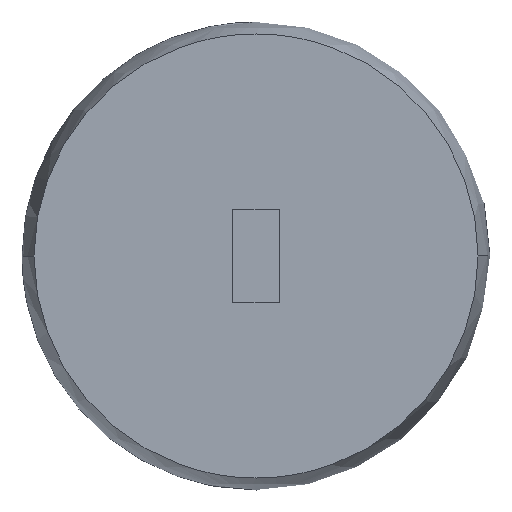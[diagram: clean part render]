
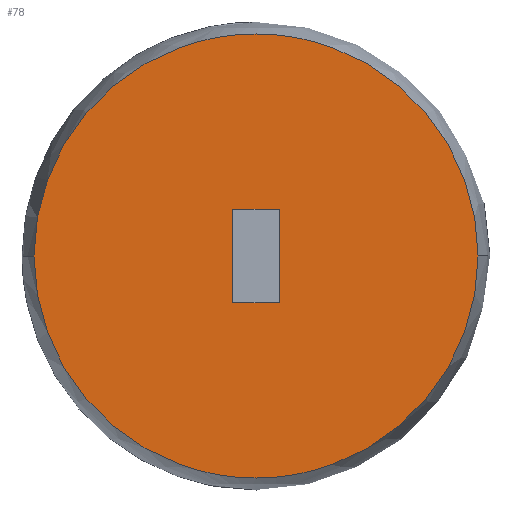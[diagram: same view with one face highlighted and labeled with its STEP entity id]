
A CAD part, front view. The second image highlights one B-rep face of the part: STEP entity #78.
In plain terms, the highlighted planar face has unit normal (0, -1, 0).
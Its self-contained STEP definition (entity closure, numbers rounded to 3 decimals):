
#1 = AXIS2_PLACEMENT_3D ( 'NONE', #293, #272, #220 ) ;
#10 = DIRECTION ( 'NONE',  ( 1., 0., 0. ) ) ;
#21 = EDGE_CURVE ( 'NONE', #115, #158, #271, .T. ) ;
#24 = EDGE_CURVE ( 'NONE', #246, #238, #137, .T. ) ;
#30 = DIRECTION ( 'NONE',  ( 0., 0., -1. ) ) ;
#58 = FACE_BOUND ( 'NONE', #63, .T. ) ;
#63 = EDGE_LOOP ( 'NONE', ( #165, #290, #65, #201 ) ) ;
#65 = ORIENTED_EDGE ( 'NONE', *, *, #260, .T. ) ;
#78 = ADVANCED_FACE ( 'NONE', ( #187, #58 ), #98, .T. ) ;
#81 = LINE ( 'NONE', #147, #231 ) ;
#82 = AXIS2_PLACEMENT_3D ( 'NONE', #278, #209, #125 ) ;
#92 = VECTOR ( 'NONE', #285, 1000. ) ;
#98 = PLANE ( 'NONE',  #82 ) ;
#103 = DIRECTION ( 'NONE',  ( 0., 0., -1. ) ) ;
#108 = VERTEX_POINT ( 'NONE', #197 ) ;
#115 = VERTEX_POINT ( 'NONE', #191 ) ;
#123 = LINE ( 'NONE', #189, #283 ) ;
#125 = DIRECTION ( 'NONE',  ( 0., 0., -1. ) ) ;
#128 = LINE ( 'NONE', #213, #184 ) ;
#137 = CIRCLE ( 'NONE', #1, 23.723 ) ;
#147 = CARTESIAN_POINT ( 'NONE',  ( 0., 5., 5. ) ) ;
#148 = AXIS2_PLACEMENT_3D ( 'NONE', #173, #176, #30 ) ;
#158 = VERTEX_POINT ( 'NONE', #226 ) ;
#165 = ORIENTED_EDGE ( 'NONE', *, *, #196, .T. ) ;
#173 = CARTESIAN_POINT ( 'NONE',  ( 0., 5., 0. ) ) ;
#176 = DIRECTION ( 'NONE',  ( 0., 1., 0. ) ) ;
#181 = ORIENTED_EDGE ( 'NONE', *, *, #203, .F. ) ;
#184 = VECTOR ( 'NONE', #103, 1000. ) ;
#187 = FACE_OUTER_BOUND ( 'NONE', #199, .T. ) ;
#189 = CARTESIAN_POINT ( 'NONE',  ( 0., 5., -5. ) ) ;
#191 = CARTESIAN_POINT ( 'NONE',  ( -2.5, 5., -5. ) ) ;
#196 = EDGE_CURVE ( 'NONE', #158, #108, #81, .T. ) ;
#197 = CARTESIAN_POINT ( 'NONE',  ( 2.5, 5., 5. ) ) ;
#199 = EDGE_LOOP ( 'NONE', ( #202, #181 ) ) ;
#201 = ORIENTED_EDGE ( 'NONE', *, *, #21, .T. ) ;
#202 = ORIENTED_EDGE ( 'NONE', *, *, #24, .F. ) ;
#203 = EDGE_CURVE ( 'NONE', #238, #246, #245, .T. ) ;
#209 = DIRECTION ( 'NONE',  ( 0., -1., 0. ) ) ;
#213 = CARTESIAN_POINT ( 'NONE',  ( 2.5, 5., 0. ) ) ;
#215 = CARTESIAN_POINT ( 'NONE',  ( -23.723, 5., 0. ) ) ;
#220 = DIRECTION ( 'NONE',  ( 0., 0., -1. ) ) ;
#226 = CARTESIAN_POINT ( 'NONE',  ( -2.5, 5., 5. ) ) ;
#231 = VECTOR ( 'NONE', #10, 1000. ) ;
#235 = EDGE_CURVE ( 'NONE', #108, #284, #128, .T. ) ;
#237 = CARTESIAN_POINT ( 'NONE',  ( 2.5, 5., -5. ) ) ;
#238 = VERTEX_POINT ( 'NONE', #256 ) ;
#245 = CIRCLE ( 'NONE', #148, 23.723 ) ;
#246 = VERTEX_POINT ( 'NONE', #215 ) ;
#256 = CARTESIAN_POINT ( 'NONE',  ( 23.723, 5., 0. ) ) ;
#260 = EDGE_CURVE ( 'NONE', #284, #115, #123, .T. ) ;
#267 = CARTESIAN_POINT ( 'NONE',  ( -2.5, 5., 0. ) ) ;
#271 = LINE ( 'NONE', #267, #92 ) ;
#272 = DIRECTION ( 'NONE',  ( 0., 1., 0. ) ) ;
#273 = DIRECTION ( 'NONE',  ( -1., 0., 0. ) ) ;
#278 = CARTESIAN_POINT ( 'NONE',  ( 0., 5., 0. ) ) ;
#283 = VECTOR ( 'NONE', #273, 1000. ) ;
#284 = VERTEX_POINT ( 'NONE', #237 ) ;
#285 = DIRECTION ( 'NONE',  ( 0., 0., 1. ) ) ;
#290 = ORIENTED_EDGE ( 'NONE', *, *, #235, .T. ) ;
#293 = CARTESIAN_POINT ( 'NONE',  ( 0., 5., 0. ) ) ;
